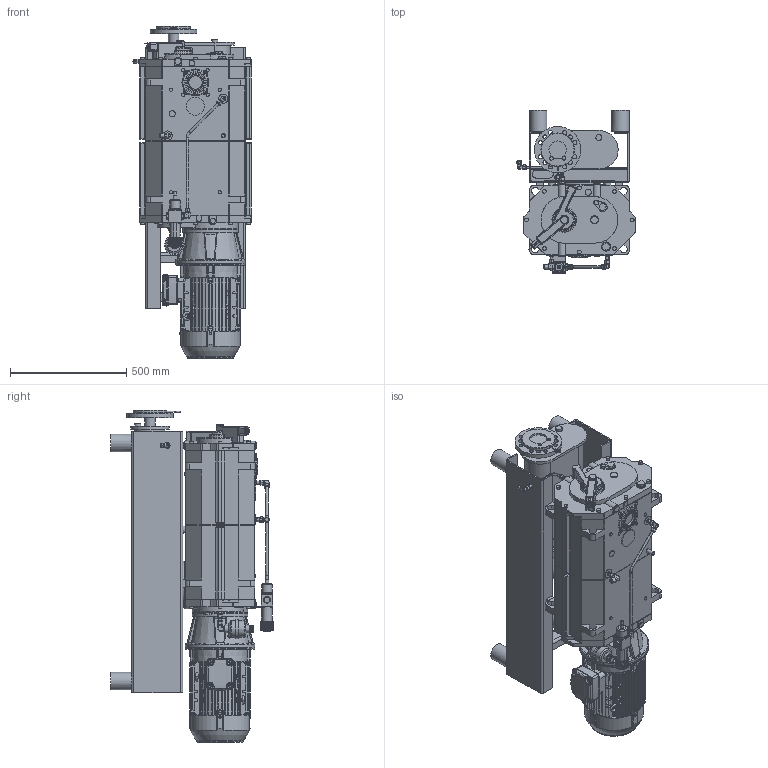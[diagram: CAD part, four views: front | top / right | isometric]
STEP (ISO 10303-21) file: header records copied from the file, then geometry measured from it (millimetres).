
FILE_DESCRIPTION((''),'2;1');
FILE_NAME('PU900018.stp','2011-08-24T11:19:00',('SOEHNGEN'),(''),'Autodesk Inventor 2009','Autodesk Inventor 2009','');
FILE_SCHEMA(('AUTOMOTIVE_DESIGN { 1 0 10303 214 1 1 1 1 }'));
Length unit declared in the file: millimetre
Products named in the file (1): PU900018 Schreibgeschützt
Bounding box: 509.25 x 700.5 x 1429.3 mm (x, y, z)
Volume: 144325892.9 mm3; surface area: 5181013 mm2
Topology: 6 solids, 6 shells, 4810 faces, 12165 edges, 7760 vertices
Faces by surface type: plane 3063, cylinder 957, bspline 320, cone 317, torus 117, sphere 36
Full cylindrical faces by diameter (mm): 1.892 x1, 5 x1, 6 x8, 6.8 x4, 8 x26, 9.5 x3, 10 x8, 10.4 x2, 10.5 x4, 12 x2, 13.5 x4, 14 x19, 15 x5, 15.015 x1, 15.189 x1, 15.4 x2, 16 x22, 17.45 x1, 17.5 x4, 18 x9, 18.5 x1, 19 x14, 20.5 x1, 22 x2, 25 x1, 26 x2, 26.5 x2, 27 x6, 30 x1, 31 x1
Entity records: 157525 total; most frequent: CARTESIAN_POINT 44299, ORIENTED_EDGE 23558, DIRECTION 22755, EDGE_CURVE 11779, VECTOR 7965, LINE 7965, VERTEX_POINT 7674, AXIS2_PLACEMENT_3D 7395
